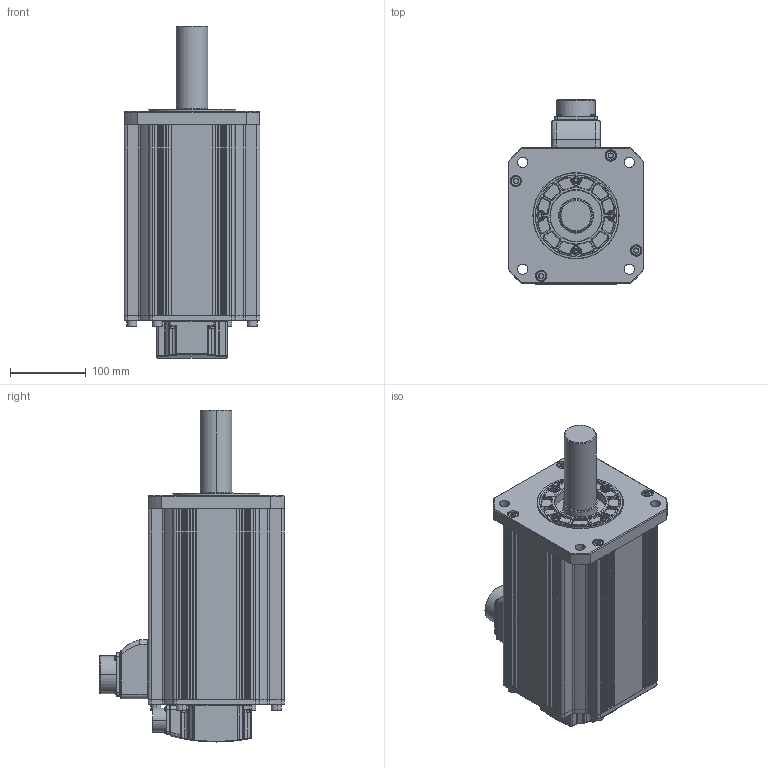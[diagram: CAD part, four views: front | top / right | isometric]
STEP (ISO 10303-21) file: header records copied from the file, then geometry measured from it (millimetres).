
FILE_DESCRIPTION (( 'STEP AP214' ), '1' );
FILE_NAME ('FM18GA002G05_Out Line(APM-FF75G_N).STEP', '2018-12-05T07:11:14', ( '' ), ( '' ), 'SwSTEP 2.0', 'SolidWorks 2011', '' );
FILE_SCHEMA (( 'AUTOMOTIVE_DESIGN' ));
Length unit declared in the file: millimetre
Products named in the file (1): FM18GA002G05_Out Line(APM-FF75G_N)
Bounding box: 180 x 243.7 x 439.5 mm (x, y, z)
Volume: 8479642.6 mm3; surface area: 609718.7 mm2
Topology: 56 solids, 56 shells, 2344 faces, 5868 edges, 3702 vertices
Faces by surface type: cylinder 872, plane 787, cone 269, torus 243, bspline 173
Entity records: 106010 total; most frequent: CARTESIAN_POINT 23232, DIRECTION 12157, ORIENTED_EDGE 11612, EDGE_CURVE 5806, AXIS2_PLACEMENT_3D 4717, VERTEX_POINT 3702, LINE 2723, VECTOR 2723
